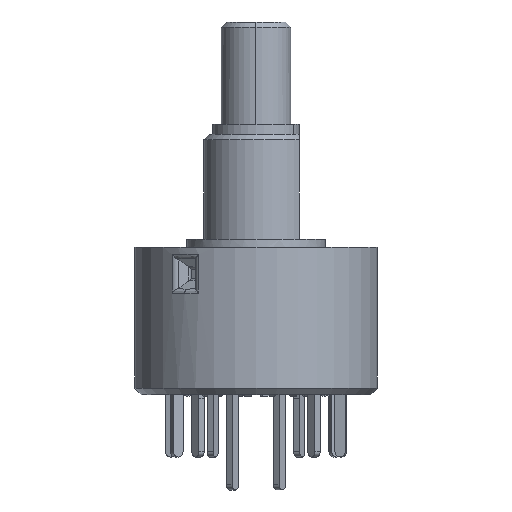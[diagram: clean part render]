
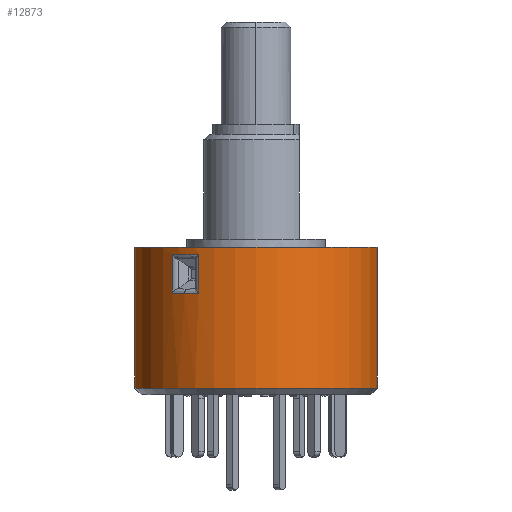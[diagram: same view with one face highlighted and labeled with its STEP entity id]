
A CAD part, left-side view. The second image highlights one B-rep face of the part: STEP entity #12873.
In plain terms, the highlighted cylindrical face has radius 7 mm (diameter 14 mm), a partial arc.
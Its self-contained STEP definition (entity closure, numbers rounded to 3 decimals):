
#328 = DIRECTION ( 'NONE',  ( 0., 1., 0. ) ) ;
#402 = CARTESIAN_POINT ( 'NONE',  ( 0., 7., -0.45 ) ) ;
#475 = CARTESIAN_POINT ( 'NONE',  ( -6.163, 3.319, -3.094 ) ) ;
#498 = CARTESIAN_POINT ( 'NONE',  ( -5.495, 4.381, -0.841 ) ) ;
#786 = CARTESIAN_POINT ( 'NONE',  ( -6.163, 3.319, -0.45 ) ) ;
#935 = EDGE_CURVE ( 'NONE', #11546, #11305, #11209, .T. ) ;
#945 = CARTESIAN_POINT ( 'NONE',  ( -5.663, 4.114, -3.129 ) ) ;
#1048 = DIRECTION ( 'NONE',  ( 0., 0., 1. ) ) ;
#1078 = VERTEX_POINT ( 'NONE', #9120 ) ;
#1190 = AXIS2_PLACEMENT_3D ( 'NONE', #4575, #1048, #7089 ) ;
#1532 = CARTESIAN_POINT ( 'NONE',  ( 0., 0., -0.45 ) ) ;
#1725 = CARTESIAN_POINT ( 'NONE',  ( 0., -7., -0.45 ) ) ;
#1858 = ORIENTED_EDGE ( 'NONE', *, *, #9632, .T. ) ;
#1917 = CARTESIAN_POINT ( 'NONE',  ( -5.663, 4.114, -3.129 ) ) ;
#2121 = CARTESIAN_POINT ( 'NONE',  ( 0., 7., -0.45 ) ) ;
#2201 = CIRCLE ( 'NONE', #1190, 7. ) ;
#2211 = EDGE_CURVE ( 'NONE', #5558, #5938, #2201, .T. ) ;
#2424 = EDGE_CURVE ( 'NONE', #15984, #11847, #13062, .T. ) ;
#3662 = EDGE_CURVE ( 'NONE', #1078, #3946, #11657, .T. ) ;
#3946 = VERTEX_POINT ( 'NONE', #14054 ) ;
#4133 = CARTESIAN_POINT ( 'NONE',  ( -5.865, 3.872, -0.841 ) ) ;
#4139 = DIRECTION ( 'NONE',  ( 0., 0., -1. ) ) ;
#4343 = VERTEX_POINT ( 'NONE', #8676 ) ;
#4398 = CARTESIAN_POINT ( 'NONE',  ( 0., 7., -8.574 ) ) ;
#4575 = CARTESIAN_POINT ( 'NONE',  ( 0., 0., -8.574 ) ) ;
#4884 = AXIS2_PLACEMENT_3D ( 'NONE', #1532, #4139, #328 ) ;
#5200 = CARTESIAN_POINT ( 'NONE',  ( 0., -7., -8.574 ) ) ;
#5358 =( BOUNDED_CURVE ( )  B_SPLINE_CURVE ( 3, ( #14581, #7204, #7318, #945 ),
 .UNSPECIFIED., .F., .F. ) 
 B_SPLINE_CURVE_WITH_KNOTS ( ( 4, 4 ),
 ( 6.149, 6.283 ),
 .UNSPECIFIED. ) 
 CURVE ( )  GEOMETRIC_REPRESENTATION_ITEM ( )  RATIONAL_B_SPLINE_CURVE ( ( 1., 0.998, 0.998, 1. ) ) 
 REPRESENTATION_ITEM ( '' )  );
#5403 = CARTESIAN_POINT ( 'NONE',  ( -5.061, 4.836, -0.888 ) ) ;
#5558 = VERTEX_POINT ( 'NONE', #4398 ) ;
#5738 = ORIENTED_EDGE ( 'NONE', *, *, #935, .F. ) ;
#5757 = ORIENTED_EDGE ( 'NONE', *, *, #10357, .F. ) ;
#5807 = CYLINDRICAL_SURFACE ( 'NONE', #4884, 7. ) ;
#5938 = VERTEX_POINT ( 'NONE', #5200 ) ;
#6087 = ORIENTED_EDGE ( 'NONE', *, *, #2424, .T. ) ;
#6249 = EDGE_LOOP ( 'NONE', ( #5757, #5738, #1858, #10836 ) ) ;
#6766 = CARTESIAN_POINT ( 'NONE',  ( -5.479, 4.368, -3.129 ) ) ;
#7089 = DIRECTION ( 'NONE',  ( 0., -1., 0. ) ) ;
#7124 = ORIENTED_EDGE ( 'NONE', *, *, #3662, .T. ) ;
#7204 = CARTESIAN_POINT ( 'NONE',  ( -6.015, 3.595, -3.117 ) ) ;
#7318 = CARTESIAN_POINT ( 'NONE',  ( -5.848, 3.861, -3.129 ) ) ;
#7620 = DIRECTION ( 'NONE',  ( 0., 0., 1. ) ) ;
#7726 = DIRECTION ( 'NONE',  ( 0., -1., 0. ) ) ;
#8514 = FACE_BOUND ( 'NONE', #15016, .T. ) ;
#8558 =( BOUNDED_CURVE ( )  B_SPLINE_CURVE ( 3, ( #1917, #6766, #14374, #9132 ),
 .UNSPECIFIED., .F., .T. ) 
 B_SPLINE_CURVE_WITH_KNOTS ( ( 4, 4 ),
 ( 0., 0.134 ),
 .UNSPECIFIED. ) 
 CURVE ( )  GEOMETRIC_REPRESENTATION_ITEM ( )  RATIONAL_B_SPLINE_CURVE ( ( 1., 0.998, 0.998, 1. ) ) 
 REPRESENTATION_ITEM ( '' )  );
#8676 = CARTESIAN_POINT ( 'NONE',  ( -5.663, 4.114, -3.129 ) ) ;
#8904 = LINE ( 'NONE', #1725, #12830 ) ;
#9120 = CARTESIAN_POINT ( 'NONE',  ( -5.061, 4.836, -3.094 ) ) ;
#9132 = CARTESIAN_POINT ( 'NONE',  ( -5.061, 4.836, -3.094 ) ) ;
#9378 = CARTESIAN_POINT ( 'NONE',  ( -5.061, 4.836, -0.45 ) ) ;
#9632 = EDGE_CURVE ( 'NONE', #11546, #5558, #12636, .T. ) ;
#9891 = EDGE_CURVE ( 'NONE', #11847, #4343, #5358, .T. ) ;
#10216 = CARTESIAN_POINT ( 'NONE',  ( 0., -7., -0.45 ) ) ;
#10357 = EDGE_CURVE ( 'NONE', #11305, #5938, #8904, .T. ) ;
#10372 = DIRECTION ( 'NONE',  ( 0., 0., -1. ) ) ;
#10521 = VECTOR ( 'NONE', #13196, 1000. ) ;
#10836 = ORIENTED_EDGE ( 'NONE', *, *, #2211, .T. ) ;
#10854 = ORIENTED_EDGE ( 'NONE', *, *, #12425, .T. ) ;
#10881 = VECTOR ( 'NONE', #14343, 1000. ) ;
#10921 = AXIS2_PLACEMENT_3D ( 'NONE', #12792, #7620, #7726 ) ;
#11209 = CIRCLE ( 'NONE', #10921, 7. ) ;
#11270 = CARTESIAN_POINT ( 'NONE',  ( -6.163, 3.319, -0.888 ) ) ;
#11305 = VERTEX_POINT ( 'NONE', #10216 ) ;
#11323 = EDGE_CURVE ( 'NONE', #3946, #15984, #12949, .T. ) ;
#11465 = CARTESIAN_POINT ( 'NONE',  ( -6.163, 3.319, -0.888 ) ) ;
#11546 = VERTEX_POINT ( 'NONE', #2121 ) ;
#11657 = LINE ( 'NONE', #9378, #10881 ) ;
#11717 = DIRECTION ( 'NONE',  ( 0., 0., -1. ) ) ;
#11847 = VERTEX_POINT ( 'NONE', #475 ) ;
#12056 = VECTOR ( 'NONE', #11717, 1000. ) ;
#12262 = ORIENTED_EDGE ( 'NONE', *, *, #9891, .T. ) ;
#12425 = EDGE_CURVE ( 'NONE', #4343, #1078, #8558, .T. ) ;
#12636 = LINE ( 'NONE', #402, #12056 ) ;
#12792 = CARTESIAN_POINT ( 'NONE',  ( 0., 0., -0.45 ) ) ;
#12830 = VECTOR ( 'NONE', #10372, 1000. ) ;
#12873 = ADVANCED_FACE ( 'NONE', ( #13021, #8514 ), #5807, .T. ) ;
#12949 =( BOUNDED_CURVE ( )  B_SPLINE_CURVE ( 3, ( #5403, #498, #4133, #11465 ),
 .UNSPECIFIED., .F., .T. ) 
 B_SPLINE_CURVE_WITH_KNOTS ( ( 4, 4 ),
 ( 3.007, 3.276 ),
 .UNSPECIFIED. ) 
 CURVE ( )  GEOMETRIC_REPRESENTATION_ITEM ( )  RATIONAL_B_SPLINE_CURVE ( ( 1., 0.994, 0.994, 1. ) ) 
 REPRESENTATION_ITEM ( '' )  );
#13021 = FACE_OUTER_BOUND ( 'NONE', #6249, .T. ) ;
#13062 = LINE ( 'NONE', #786, #10521 ) ;
#13196 = DIRECTION ( 'NONE',  ( 0., 0., -1. ) ) ;
#13756 = ORIENTED_EDGE ( 'NONE', *, *, #11323, .T. ) ;
#14054 = CARTESIAN_POINT ( 'NONE',  ( -5.061, 4.836, -0.888 ) ) ;
#14343 = DIRECTION ( 'NONE',  ( 0., 0., 1. ) ) ;
#14374 = CARTESIAN_POINT ( 'NONE',  ( -5.278, 4.609, -3.117 ) ) ;
#14581 = CARTESIAN_POINT ( 'NONE',  ( -6.163, 3.319, -3.094 ) ) ;
#15016 = EDGE_LOOP ( 'NONE', ( #12262, #10854, #7124, #13756, #6087 ) ) ;
#15984 = VERTEX_POINT ( 'NONE', #11270 ) ;
